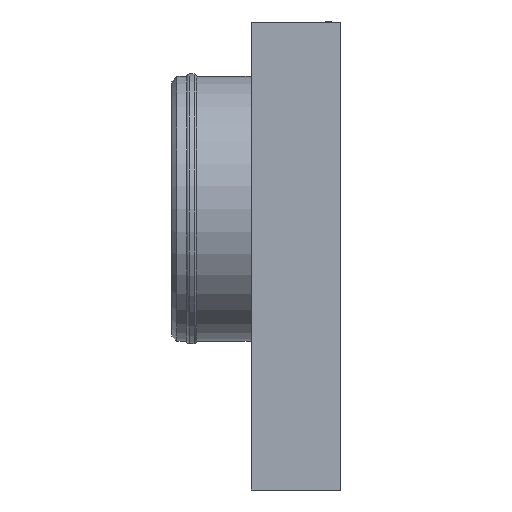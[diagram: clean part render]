
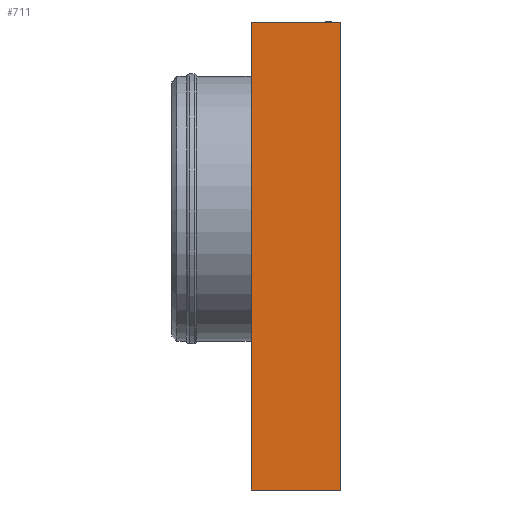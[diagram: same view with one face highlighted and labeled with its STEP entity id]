
A CAD part, left-side view. The second image highlights one B-rep face of the part: STEP entity #711.
In plain terms, the highlighted planar face has unit normal (-1, 0, 0).
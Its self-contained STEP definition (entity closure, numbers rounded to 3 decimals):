
#49=FACE_OUTER_BOUND('',#91,.T.);
#91=EDGE_LOOP('',(#473,#474,#475,#476));
#136=LINE('',#1043,#221);
#137=LINE('',#1045,#222);
#138=LINE('',#1047,#223);
#139=LINE('',#1048,#224);
#221=VECTOR('',#835,10.);
#222=VECTOR('',#836,10.);
#223=VECTOR('',#837,10.);
#224=VECTOR('',#838,10.);
#306=VERTEX_POINT('',#1041);
#307=VERTEX_POINT('',#1042);
#308=VERTEX_POINT('',#1044);
#309=VERTEX_POINT('',#1046);
#371=EDGE_CURVE('',#306,#307,#136,.T.);
#372=EDGE_CURVE('',#307,#308,#137,.T.);
#373=EDGE_CURVE('',#308,#309,#138,.T.);
#374=EDGE_CURVE('',#309,#306,#139,.T.);
#473=ORIENTED_EDGE('',*,*,#371,.T.);
#474=ORIENTED_EDGE('',*,*,#372,.T.);
#475=ORIENTED_EDGE('',*,*,#373,.T.);
#476=ORIENTED_EDGE('',*,*,#374,.T.);
#677=PLANE('',#769);
#711=ADVANCED_FACE('',(#49),#677,.T.);
#769=AXIS2_PLACEMENT_3D('',#1040,#833,#834);
#833=DIRECTION('center_axis',(-1.,0.,0.));
#834=DIRECTION('ref_axis',(0.,0.,1.));
#835=DIRECTION('',(0.,1.,0.));
#836=DIRECTION('',(0.,0.,-1.));
#837=DIRECTION('',(0.,-1.,0.));
#838=DIRECTION('',(0.,0.,1.));
#1040=CARTESIAN_POINT('Origin',(42.063,-36.513,455.));
#1041=CARTESIAN_POINT('',(42.063,-39.513,629.459));
#1042=CARTESIAN_POINT('',(42.063,-3.513,629.459));
#1043=CARTESIAN_POINT('',(42.063,-36.513,629.459));
#1044=CARTESIAN_POINT('',(42.063,-3.513,440.459));
#1045=CARTESIAN_POINT('',(42.063,-3.513,480.459));
#1046=CARTESIAN_POINT('',(42.063,-39.513,440.459));
#1047=CARTESIAN_POINT('',(42.063,-36.513,440.459));
#1048=CARTESIAN_POINT('',(42.063,-39.513,480.459));
